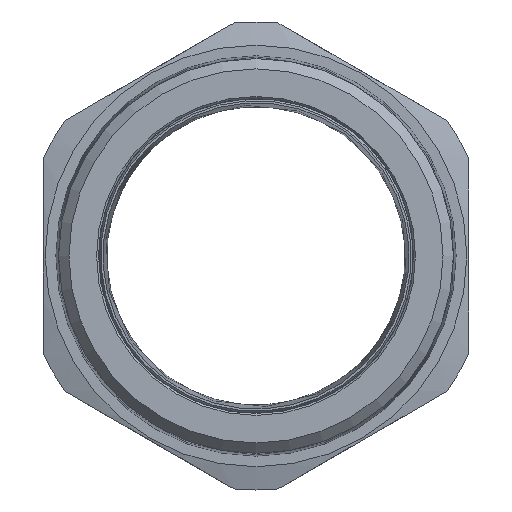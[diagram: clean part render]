
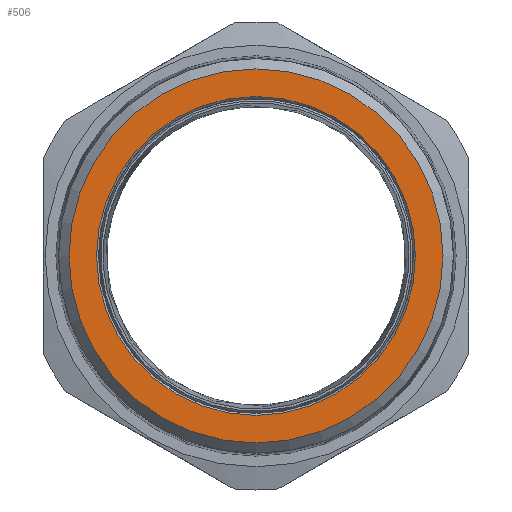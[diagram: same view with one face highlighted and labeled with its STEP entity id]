
A CAD part, left-side view. The second image highlights one B-rep face of the part: STEP entity #506.
In plain terms, the highlighted planar face has unit normal (-1, 0, 0).
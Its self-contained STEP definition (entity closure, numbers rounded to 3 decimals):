
#116 = DIRECTION ( 'NONE',  ( 0., 0., -1. ) ) ;
#241 = FACE_BOUND ( 'NONE', #3877, .T. ) ;
#392 = EDGE_CURVE ( 'NONE', #4946, #4946, #1903, .T. ) ;
#506 = ADVANCED_FACE ( 'NONE', ( #2428, #241 ), #4338, .F. ) ;
#520 = ORIENTED_EDGE ( 'NONE', *, *, #392, .T. ) ;
#538 = AXIS2_PLACEMENT_3D ( 'NONE', #962, #4164, #116 ) ;
#962 = CARTESIAN_POINT ( 'NONE',  ( 0., 0., 0. ) ) ;
#1086 = CARTESIAN_POINT ( 'NONE',  ( 0., 0., 0. ) ) ;
#1537 = CARTESIAN_POINT ( 'NONE',  ( 0., 0., -40.465 ) ) ;
#1623 = EDGE_LOOP ( 'NONE', ( #3825 ) ) ;
#1804 = CIRCLE ( 'NONE', #538, 47.471 ) ;
#1903 = CIRCLE ( 'NONE', #3245, 40.465 ) ;
#2064 = CARTESIAN_POINT ( 'NONE',  ( 0., 0., -47.471 ) ) ;
#2202 = DIRECTION ( 'NONE',  ( 0., 0., -1. ) ) ;
#2428 = FACE_OUTER_BOUND ( 'NONE', #1623, .T. ) ;
#3123 = DIRECTION ( 'NONE',  ( 1., 0., 0. ) ) ;
#3213 = VERTEX_POINT ( 'NONE', #2064 ) ;
#3245 = AXIS2_PLACEMENT_3D ( 'NONE', #4225, #3872, #2202 ) ;
#3327 = EDGE_CURVE ( 'NONE', #3213, #3213, #1804, .T. ) ;
#3515 = AXIS2_PLACEMENT_3D ( 'NONE', #1086, #3123, #3527 ) ;
#3527 = DIRECTION ( 'NONE',  ( 0., 0., -1. ) ) ;
#3825 = ORIENTED_EDGE ( 'NONE', *, *, #3327, .T. ) ;
#3872 = DIRECTION ( 'NONE',  ( 1., 0., 0. ) ) ;
#3877 = EDGE_LOOP ( 'NONE', ( #520 ) ) ;
#4164 = DIRECTION ( 'NONE',  ( -1., 0., 0. ) ) ;
#4225 = CARTESIAN_POINT ( 'NONE',  ( 0., 0., 0. ) ) ;
#4338 = PLANE ( 'NONE',  #3515 ) ;
#4946 = VERTEX_POINT ( 'NONE', #1537 ) ;
